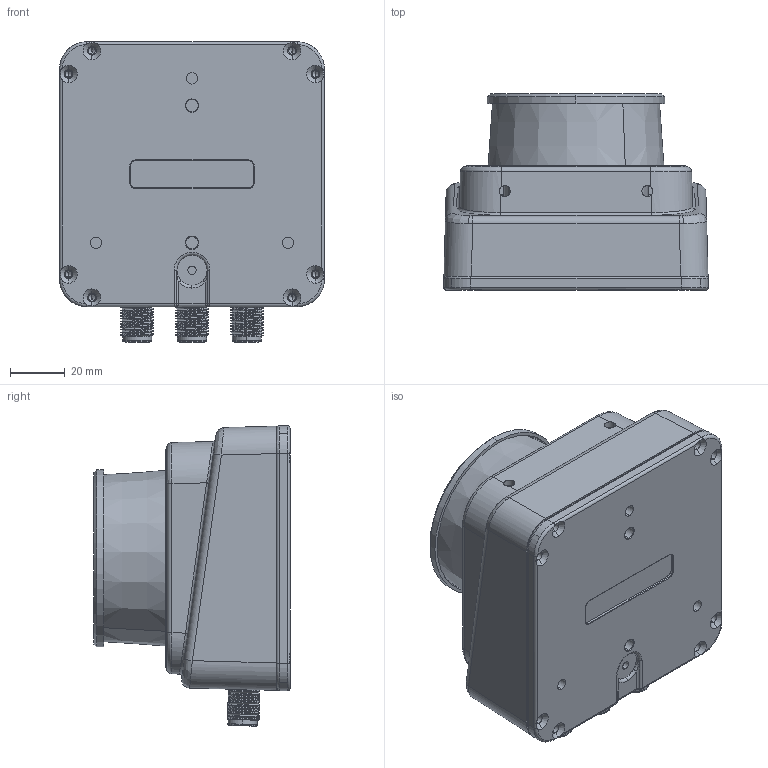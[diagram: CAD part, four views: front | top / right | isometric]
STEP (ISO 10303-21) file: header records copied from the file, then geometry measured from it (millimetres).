
FILE_DESCRIPTION((''),'2;1');
FILE_NAME('AS-100C','2022-03-25T',('EDY'),(''),'CREO PARAMETRIC BY PTC INC, 2018070','CREO PARAMETRIC BY PTC INC, 2018070','');
FILE_SCHEMA(('CONFIG_CONTROL_DESIGN'));
Products named in the file (1): AS-100C
Bounding box: 96.57 x 71.5 x 109.52 mm (x, y, z)
Volume: 363755.2 mm3; surface area: 84495 mm2
Topology: 1 solids, 3 shells, 972 faces, 2509 edges, 1594 vertices
Faces by surface type: cylinder 388, plane 337, cone 162, torus 39, bspline 38, extrusion 6, sphere 2
Entity records: 48212 total; most frequent: CARTESIAN_POINT 24823, ORIENTED_EDGE 4914, DIRECTION 4825, EDGE_CURVE 2457, AXIS2_PLACEMENT_3D 1893, VERTEX_POINT 1588, EDGE_LOOP 1083, VECTOR 1039
